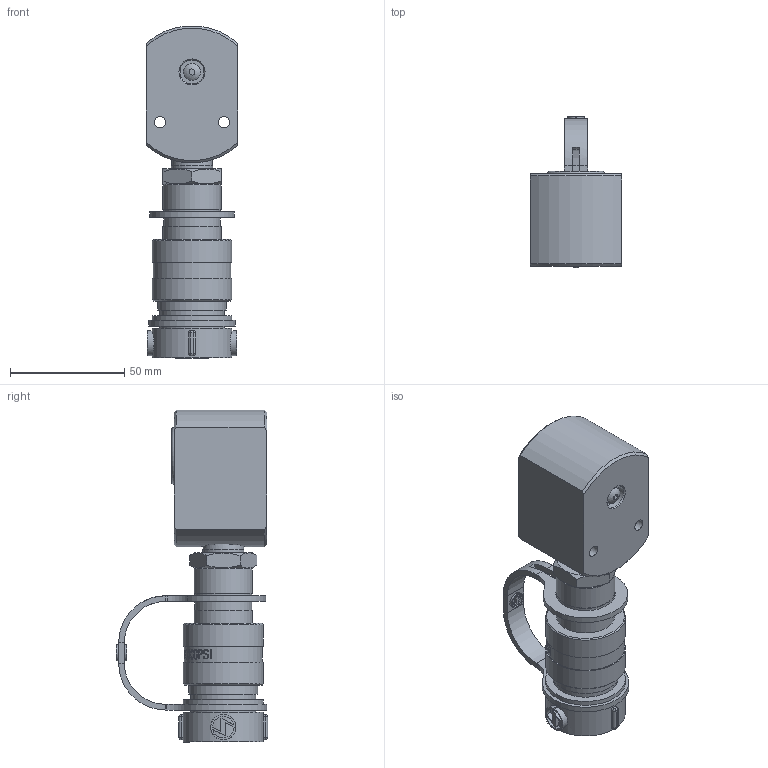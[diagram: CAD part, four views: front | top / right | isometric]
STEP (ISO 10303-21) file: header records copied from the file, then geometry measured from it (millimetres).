
FILE_DESCRIPTION (( 'STEP AP203' ), '1' );
FILE_NAME ('H0500.STEP', '2018-02-12T01:51:23', ( '' ), ( '' ), 'SwSTEP 2.0', 'SolidWorks 2018', '' );
FILE_SCHEMA (( 'CONFIG_CONTROL_DESIGN' ));
Length unit declared in the file: millimetre
Products named in the file (1): H0500
Bounding box: 40 x 66.16 x 145.27 mm (x, y, z)
Volume: 122071.9 mm3; surface area: 57240.2 mm2
Topology: 9 solids, 9 shells, 458 faces, 1104 edges, 702 vertices
Faces by surface type: plane 176, cylinder 135, bspline 73, cone 50, torus 15, sphere 9
Full cylindrical faces by diameter (mm): 2.5 x3, 3 x1, 3.3 x1, 4 x1, 4.2 x1, 5 x2, 6 x1, 7.5 x1, 9.6 x1, 10 x3, 10.4 x1, 14.1 x1, 14.275 x1, 14.5 x1, 16 x1, 17 x1, 18 x1, 18.6 x1, 18.9 x1, 19.1 x2, 22.6 x1, 24 x1, 25 x4, 25.5 x2, 25.6 x1, 28.3 x1, 28.4 x4, 29.9 x2, 30 x4, 31 x2
Entity records: 16318 total; most frequent: CARTESIAN_POINT 6729, ORIENTED_EDGE 1902, DIRECTION 1789, EDGE_CURVE 951, AXIS2_PLACEMENT_3D 697, VERTEX_POINT 663, EDGE_LOOP 626, FACE_OUTER_BOUND 528
